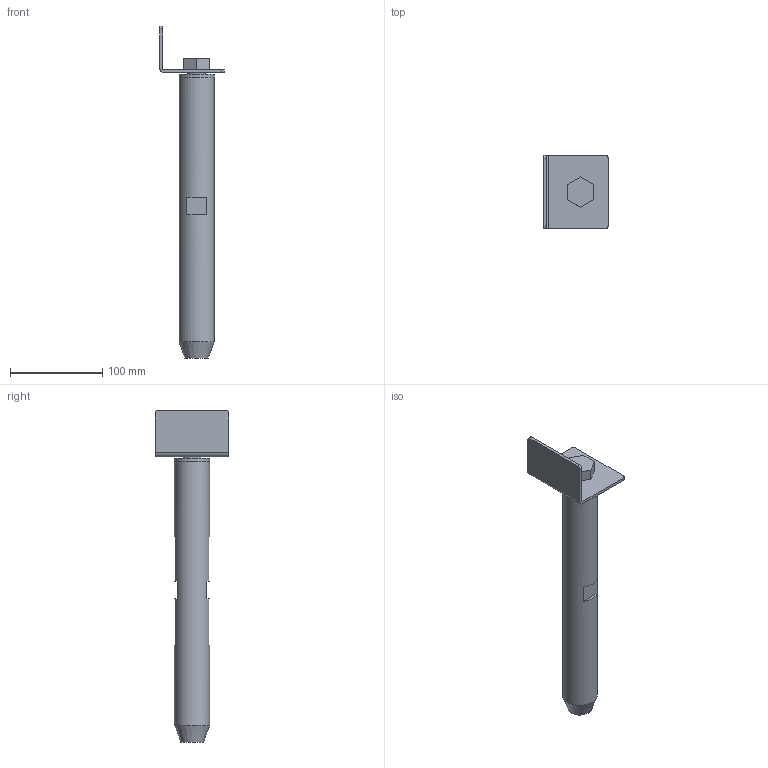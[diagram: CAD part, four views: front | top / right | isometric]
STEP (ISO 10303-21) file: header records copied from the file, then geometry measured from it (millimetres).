
FILE_DESCRIPTION (( 'STEP AP203' ), '1' );
FILE_NAME ('FKIT316ST12.step', '2020-11-17T20:41:18', ( 'ADC123' ), ( 'Microsoft' ), 'SwSTEP 2.0', 'SolidWorks 2019', '' );
FILE_SCHEMA (( 'CONFIG_CONTROL_DESIGN' ));
Length unit declared in the file: inch
Products named in the file (1): FKIT316ST12
Bounding box: 69.85 x 79.86 x 360.6 mm (x, y, z)
Volume: 380805.7 mm3; surface area: 71179.5 mm2
Topology: 4 solids, 4 shells, 42 faces, 91 edges, 60 vertices
Faces by surface type: plane 27, cylinder 12, cone 3
Full cylindrical faces by diameter (mm): 15.875 x1, 18.255 x1, 19.05 x1, 22.225 x1, 38.1 x2
Entity records: 1167 total; most frequent: DIRECTION 196, CARTESIAN_POINT 181, ORIENTED_EDGE 160, EDGE_CURVE 80, AXIS2_PLACEMENT_3D 73, VERTEX_POINT 58, EDGE_LOOP 58, LINE 50
